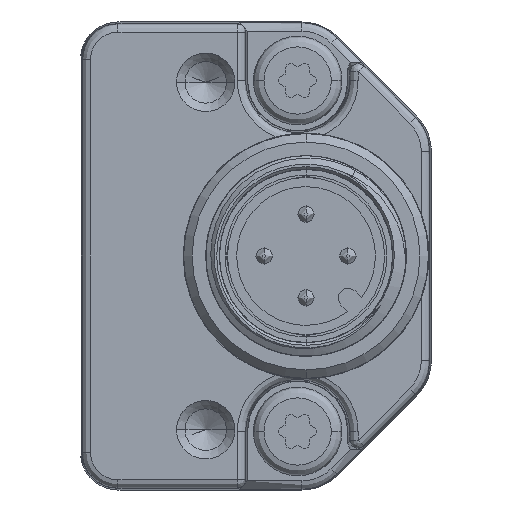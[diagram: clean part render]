
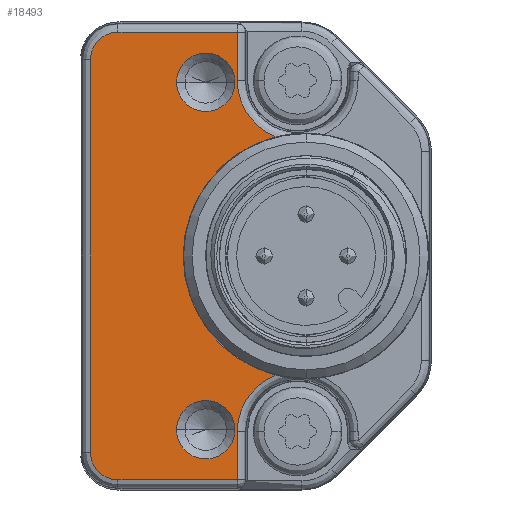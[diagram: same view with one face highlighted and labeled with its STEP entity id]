
A CAD part, left-side view. The second image highlights one B-rep face of the part: STEP entity #18493.
In plain terms, the highlighted planar face has unit normal (-1, 0, 0).
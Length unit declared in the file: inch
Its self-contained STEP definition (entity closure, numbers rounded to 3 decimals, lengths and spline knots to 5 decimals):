
#3866=CARTESIAN_POINT('',(-0.49213,0.31496,
-0.41339));
#3867=DIRECTION('',(1.,0.,0.));
#3868=DIRECTION('',(0.,1.,0.));
#3869=AXIS2_PLACEMENT_3D('',#3866,#3867,#3868);
#3871=DIRECTION('',(0.,0.,1.));
#3872=VECTOR('',#3871,0.11399);
#3873=CARTESIAN_POINT('',(-0.49213,0.45723,
-0.52737));
#3874=LINE('',#3873,#3872);
#3875=DIRECTION('',(0.,-1.,0.));
#3876=VECTOR('',#3875,0.28096);
#3877=CARTESIAN_POINT('',(-0.49213,0.73819,
-0.52737));
#3878=LINE('',#3877,#3876);
#3879=CARTESIAN_POINT('',(-0.49213,0.73819,
-0.4626));
#3880=DIRECTION('',(-1.,0.,0.));
#3881=DIRECTION('',(0.,1.,0.));
#3882=AXIS2_PLACEMENT_3D('',#3879,#3880,#3881);
#3884=DIRECTION('',(0.,0.,-1.));
#3885=VECTOR('',#3884,0.9252);
#3886=CARTESIAN_POINT('',(-0.49213,0.80296,
0.4626));
#3887=LINE('',#3886,#3885);
#3888=CARTESIAN_POINT('',(-0.49213,0.73819,
0.4626));
#3889=DIRECTION('',(-1.,0.,0.));
#3890=DIRECTION('',(0.,0.,1.));
#3891=AXIS2_PLACEMENT_3D('',#3888,#3889,#3890);
#3893=DIRECTION('',(0.,1.,0.));
#3894=VECTOR('',#3893,0.28096);
#3895=CARTESIAN_POINT('',(-0.49213,0.45723,
0.52737));
#3896=LINE('',#3895,#3894);
#3897=DIRECTION('',(0.,0.,1.));
#3898=VECTOR('',#3897,0.11399);
#3899=CARTESIAN_POINT('',(-0.49213,0.45723,
0.41339));
#3900=LINE('',#3899,#3898);
#3901=CARTESIAN_POINT('',(-0.49213,0.31496,
0.41339));
#3902=DIRECTION('',(1.,0.,0.));
#3903=DIRECTION('',(0.,0.359,-0.933));
#3904=AXIS2_PLACEMENT_3D('',#3901,#3902,#3903);
#3906=CARTESIAN_POINT('',(-0.49213,0.29528,0.));
#3907=DIRECTION('',(-1.,0.,0.));
#3908=DIRECTION('',(0.,0.244,0.97));
#3909=AXIS2_PLACEMENT_3D('',#3906,#3907,#3908);
#3911=CARTESIAN_POINT('',(-0.49213,0.5315,
-0.40915));
#3912=DIRECTION('',(1.,0.,0.));
#3913=DIRECTION('',(0.,1.,0.));
#3914=AXIS2_PLACEMENT_3D('',#3911,#3912,#3913);
#3916=CARTESIAN_POINT('',(-0.49213,0.5315,
-0.40915));
#3917=DIRECTION('',(1.,0.,0.));
#3918=DIRECTION('',(0.,-1.,0.));
#3919=AXIS2_PLACEMENT_3D('',#3916,#3917,#3918);
#3921=CARTESIAN_POINT('',(-0.49213,0.5315,
0.40915));
#3922=DIRECTION('',(1.,0.,0.));
#3923=DIRECTION('',(0.,1.,0.));
#3924=AXIS2_PLACEMENT_3D('',#3921,#3922,#3923);
#3926=CARTESIAN_POINT('',(-0.49213,0.5315,
0.40915));
#3927=DIRECTION('',(1.,0.,0.));
#3928=DIRECTION('',(0.,-1.,0.));
#3929=AXIS2_PLACEMENT_3D('',#3926,#3927,#3928);
#14671=CARTESIAN_POINT('',(-0.49213,0.80296,
-0.4626));
#14672=CARTESIAN_POINT('',(-0.49213,0.73819,
-0.52737));
#14673=VERTEX_POINT('',#14671);
#14674=VERTEX_POINT('',#14672);
#14679=CARTESIAN_POINT('',(-0.49213,0.80296,
0.4626));
#14680=VERTEX_POINT('',#14679);
#14683=CARTESIAN_POINT('',(-0.49213,0.73819,
0.52737));
#14684=VERTEX_POINT('',#14683);
#14707=CARTESIAN_POINT('',(-0.49213,0.60039,
-0.40915));
#14708=CARTESIAN_POINT('',(-0.49213,0.4626,
-0.40915));
#14709=VERTEX_POINT('',#14707);
#14710=VERTEX_POINT('',#14708);
#14715=CARTESIAN_POINT('',(-0.49213,0.60039,
0.40915));
#14716=CARTESIAN_POINT('',(-0.49213,0.4626,
0.40915));
#14717=VERTEX_POINT('',#14715);
#14718=VERTEX_POINT('',#14716);
#14751=CARTESIAN_POINT('',(-0.49213,0.45723,
-0.41339));
#14752=CARTESIAN_POINT('',(-0.49213,0.366,
-0.28059));
#14753=VERTEX_POINT('',#14751);
#14754=VERTEX_POINT('',#14752);
#14755=CARTESIAN_POINT('',(-0.49213,0.45723,
-0.52737));
#14756=VERTEX_POINT('',#14755);
#14779=CARTESIAN_POINT('',(-0.49213,0.366,
0.28059));
#14780=CARTESIAN_POINT('',(-0.49213,0.45723,
0.41339));
#14781=VERTEX_POINT('',#14779);
#14782=VERTEX_POINT('',#14780);
#14783=CARTESIAN_POINT('',(-0.49213,0.45723,
0.52737));
#14784=VERTEX_POINT('',#14783);
#18457=CARTESIAN_POINT('',(-0.49213,0.,0.));
#18458=DIRECTION('',(-1.,0.,0.));
#18459=DIRECTION('',(0.,0.,1.));
#18460=AXIS2_PLACEMENT_3D('',#18457,#18458,#18459);
#18461=PLANE('',#18460);
#18463=ORIENTED_EDGE('',*,*,#18462,.F.);
#18465=ORIENTED_EDGE('',*,*,#18464,.F.);
#18467=ORIENTED_EDGE('',*,*,#18466,.F.);
#18469=ORIENTED_EDGE('',*,*,#18468,.F.);
#18471=ORIENTED_EDGE('',*,*,#18470,.F.);
#18473=ORIENTED_EDGE('',*,*,#18472,.F.);
#18475=ORIENTED_EDGE('',*,*,#18474,.F.);
#18476=ORIENTED_EDGE('',*,*,#18448,.F.);
#18477=ORIENTED_EDGE('',*,*,#18406,.F.);
#18478=ORIENTED_EDGE('',*,*,#18363,.T.);
#18479=EDGE_LOOP('',(#18463,#18465,#18467,#18469,#18471,#18473,#18475,#18476,
#18477,#18478));
#18480=FACE_OUTER_BOUND('',#18479,.F.);
#18482=ORIENTED_EDGE('',*,*,#18481,.F.);
#18484=ORIENTED_EDGE('',*,*,#18483,.F.);
#18485=EDGE_LOOP('',(#18482,#18484));
#18486=FACE_BOUND('',#18485,.F.);
#18488=ORIENTED_EDGE('',*,*,#18487,.F.);
#18490=ORIENTED_EDGE('',*,*,#18489,.F.);
#18491=EDGE_LOOP('',(#18488,#18490));
#18492=FACE_BOUND('',#18491,.F.);
#18493=ADVANCED_FACE('',(#18480,#18486,#18492),#18461,.T.);
#3870=CIRCLE('',#3869,0.14227);
#3883=CIRCLE('',#3882,0.06477);
#3892=CIRCLE('',#3891,0.06477);
#3905=CIRCLE('',#3904,0.14227);
#3910=CIRCLE('',#3909,0.28937);
#3915=CIRCLE('',#3914,0.0689);
#3920=CIRCLE('',#3919,0.0689);
#3925=CIRCLE('',#3924,0.0689);
#3930=CIRCLE('',#3929,0.0689);
#18363=EDGE_CURVE('',#14781,#14754,#3910,.T.);
#18406=EDGE_CURVE('',#14781,#14782,#3905,.T.);
#18448=EDGE_CURVE('',#14782,#14784,#3900,.T.);
#18462=EDGE_CURVE('',#14753,#14754,#3870,.T.);
#18464=EDGE_CURVE('',#14756,#14753,#3874,.T.);
#18466=EDGE_CURVE('',#14674,#14756,#3878,.T.);
#18468=EDGE_CURVE('',#14673,#14674,#3883,.T.);
#18470=EDGE_CURVE('',#14680,#14673,#3887,.T.);
#18472=EDGE_CURVE('',#14684,#14680,#3892,.T.);
#18474=EDGE_CURVE('',#14784,#14684,#3896,.T.);
#18481=EDGE_CURVE('',#14709,#14710,#3915,.T.);
#18483=EDGE_CURVE('',#14710,#14709,#3920,.T.);
#18487=EDGE_CURVE('',#14717,#14718,#3925,.T.);
#18489=EDGE_CURVE('',#14718,#14717,#3930,.T.);
